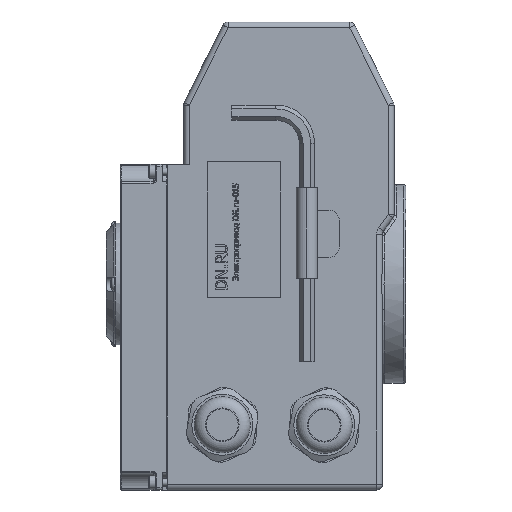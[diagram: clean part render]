
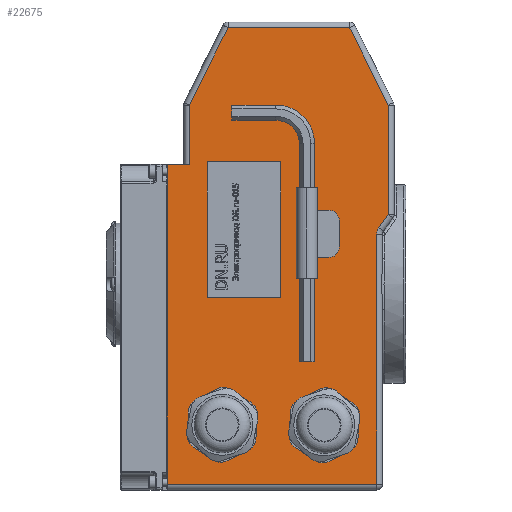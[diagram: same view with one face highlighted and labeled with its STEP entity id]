
A CAD part, left-side view. The second image highlights one B-rep face of the part: STEP entity #22675.
In plain terms, the highlighted planar face has unit normal (-1, 0, 0).
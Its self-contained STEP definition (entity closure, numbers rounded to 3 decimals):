
#1062=FACE_BOUND('',#3200,.T.);
#1202=PLANE('',#24360);
#1921=FACE_OUTER_BOUND('',#3199,.T.);
#3199=EDGE_LOOP('',(#15130,#15131,#15132,#15133,#15134,#15135,#15136,#15137,
#15138,#15139,#15140));
#3200=EDGE_LOOP('',(#15141,#15142,#15143,#15144));
#4677=LINE('',#32532,#6588);
#4707=LINE('',#32652,#6618);
#4710=LINE('',#32661,#6621);
#4711=LINE('',#32664,#6622);
#4712=LINE('',#32666,#6623);
#4713=LINE('',#32668,#6624);
#4714=LINE('',#32670,#6625);
#4715=LINE('',#32672,#6626);
#4716=LINE('',#32676,#6627);
#4717=LINE('',#32677,#6628);
#4718=LINE('',#32680,#6629);
#4719=LINE('',#32682,#6630);
#4720=LINE('',#32684,#6631);
#4721=LINE('',#32685,#6632);
#6588=VECTOR('',#26667,10.);
#6618=VECTOR('',#26789,10.);
#6621=VECTOR('',#26798,10.);
#6622=VECTOR('',#26801,10.);
#6623=VECTOR('',#26802,10.);
#6624=VECTOR('',#26803,10.);
#6625=VECTOR('',#26804,10.);
#6626=VECTOR('',#26805,10.);
#6627=VECTOR('',#26808,10.);
#6628=VECTOR('',#26809,10.);
#6629=VECTOR('',#26810,10.);
#6630=VECTOR('',#26811,10.);
#6631=VECTOR('',#26812,10.);
#6632=VECTOR('',#26813,10.);
#8481=CIRCLE('',#24361,5.);
#9363=VERTEX_POINT('',#32529);
#9364=VERTEX_POINT('',#32531);
#9408=VERTEX_POINT('',#32651);
#9411=VERTEX_POINT('',#32659);
#9412=VERTEX_POINT('',#32663);
#9413=VERTEX_POINT('',#32665);
#9414=VERTEX_POINT('',#32667);
#9415=VERTEX_POINT('',#32669);
#9416=VERTEX_POINT('',#32671);
#9417=VERTEX_POINT('',#32673);
#9418=VERTEX_POINT('',#32675);
#9419=VERTEX_POINT('',#32678);
#9420=VERTEX_POINT('',#32679);
#9421=VERTEX_POINT('',#32681);
#9422=VERTEX_POINT('',#32683);
#11588=EDGE_CURVE('',#9363,#9364,#4677,.T.);
#11646=EDGE_CURVE('',#9364,#9408,#4707,.T.);
#11651=EDGE_CURVE('',#9411,#9363,#4710,.T.);
#11652=EDGE_CURVE('',#9412,#9411,#4711,.T.);
#11653=EDGE_CURVE('',#9413,#9412,#4712,.T.);
#11654=EDGE_CURVE('',#9414,#9413,#4713,.T.);
#11655=EDGE_CURVE('',#9415,#9414,#4714,.T.);
#11656=EDGE_CURVE('',#9416,#9415,#4715,.T.);
#11657=EDGE_CURVE('',#9417,#9416,#8481,.T.);
#11658=EDGE_CURVE('',#9418,#9417,#4716,.T.);
#11659=EDGE_CURVE('',#9408,#9418,#4717,.T.);
#11660=EDGE_CURVE('',#9419,#9420,#4718,.T.);
#11661=EDGE_CURVE('',#9420,#9421,#4719,.T.);
#11662=EDGE_CURVE('',#9421,#9422,#4720,.T.);
#11663=EDGE_CURVE('',#9422,#9419,#4721,.T.);
#15130=ORIENTED_EDGE('',*,*,#11588,.F.);
#15131=ORIENTED_EDGE('',*,*,#11651,.F.);
#15132=ORIENTED_EDGE('',*,*,#11652,.F.);
#15133=ORIENTED_EDGE('',*,*,#11653,.F.);
#15134=ORIENTED_EDGE('',*,*,#11654,.F.);
#15135=ORIENTED_EDGE('',*,*,#11655,.F.);
#15136=ORIENTED_EDGE('',*,*,#11656,.F.);
#15137=ORIENTED_EDGE('',*,*,#11657,.F.);
#15138=ORIENTED_EDGE('',*,*,#11658,.F.);
#15139=ORIENTED_EDGE('',*,*,#11659,.F.);
#15140=ORIENTED_EDGE('',*,*,#11646,.F.);
#15141=ORIENTED_EDGE('',*,*,#11660,.T.);
#15142=ORIENTED_EDGE('',*,*,#11661,.T.);
#15143=ORIENTED_EDGE('',*,*,#11662,.T.);
#15144=ORIENTED_EDGE('',*,*,#11663,.T.);
#22675=ADVANCED_FACE('',(#1921,#1062),#1202,.F.);
#24360=AXIS2_PLACEMENT_3D('',#32662,#26799,#26800);
#24361=AXIS2_PLACEMENT_3D('',#32674,#26806,#26807);
#26667=DIRECTION('',(0.,-1.,0.));
#26789=DIRECTION('',(0.,-0.447,-0.894));
#26798=DIRECTION('',(0.,-0.447,0.894));
#26799=DIRECTION('center_axis',(1.,0.,0.));
#26800=DIRECTION('ref_axis',(0.,0.,-1.));
#26801=DIRECTION('',(0.,0.,1.));
#26802=DIRECTION('',(0.,-1.,0.));
#26803=DIRECTION('',(0.,0.,1.));
#26804=DIRECTION('',(0.,1.,0.));
#26805=DIRECTION('',(0.,0.,-1.));
#26806=DIRECTION('center_axis',(-1.,0.,0.));
#26807=DIRECTION('ref_axis',(0.,0.952,0.305));
#26808=DIRECTION('',(0.,0.582,-0.813));
#26809=DIRECTION('',(0.,0.,-1.));
#26810=DIRECTION('',(0.,1.,0.));
#26811=DIRECTION('',(0.,0.,1.));
#26812=DIRECTION('',(0.,-1.,0.));
#26813=DIRECTION('',(0.,0.,-1.));
#32529=CARTESIAN_POINT('',(0.,25.955,96.5));
#32531=CARTESIAN_POINT('',(0.,-25.955,96.5));
#32532=CARTESIAN_POINT('',(0.,15.,96.5));
#32651=CARTESIAN_POINT('',(0.,-42.5,63.41));
#32652=CARTESIAN_POINT('',(0.,-43.564,61.282));
#32659=CARTESIAN_POINT('',(0.,42.5,63.41));
#32661=CARTESIAN_POINT('',(0.,51.064,46.282));
#32662=CARTESIAN_POINT('Origin',(0.,0.,0.));
#32663=CARTESIAN_POINT('',(0.,42.5,38.126));
#32664=CARTESIAN_POINT('',(0.,42.5,8.));
#32665=CARTESIAN_POINT('',(0.,52.,38.126));
#32666=CARTESIAN_POINT('',(0.,45.,38.126));
#32667=CARTESIAN_POINT('',(0.,52.,-98.5));
#32668=CARTESIAN_POINT('',(0.,52.,-94.));
#32669=CARTESIAN_POINT('',(0.,-37.5,-98.5));
#32670=CARTESIAN_POINT('',(0.,-20.,-98.5));
#32671=CARTESIAN_POINT('',(0.,-37.5,8.207));
#32672=CARTESIAN_POINT('',(0.,-37.5,4.504));
#32673=CARTESIAN_POINT('',(0.,-38.433,11.115));
#32674=CARTESIAN_POINT('Origin',(0.,-42.5,8.207));
#32675=CARTESIAN_POINT('',(0.,-42.5,16.802));
#32676=CARTESIAN_POINT('',(0.,-31.567,1.515));
#32677=CARTESIAN_POINT('',(0.,-42.5,32.));
#32678=CARTESIAN_POINT('',(0.,3.522,-18.847));
#32679=CARTESIAN_POINT('',(0.,34.889,-18.847));
#32680=CARTESIAN_POINT('',(0.,17.444,-18.847));
#32681=CARTESIAN_POINT('',(0.,34.889,39.262));
#32682=CARTESIAN_POINT('',(0.,34.889,19.631));
#32683=CARTESIAN_POINT('',(0.,3.522,39.262));
#32684=CARTESIAN_POINT('',(0.,1.761,39.262));
#32685=CARTESIAN_POINT('',(0.,3.522,-9.423));
